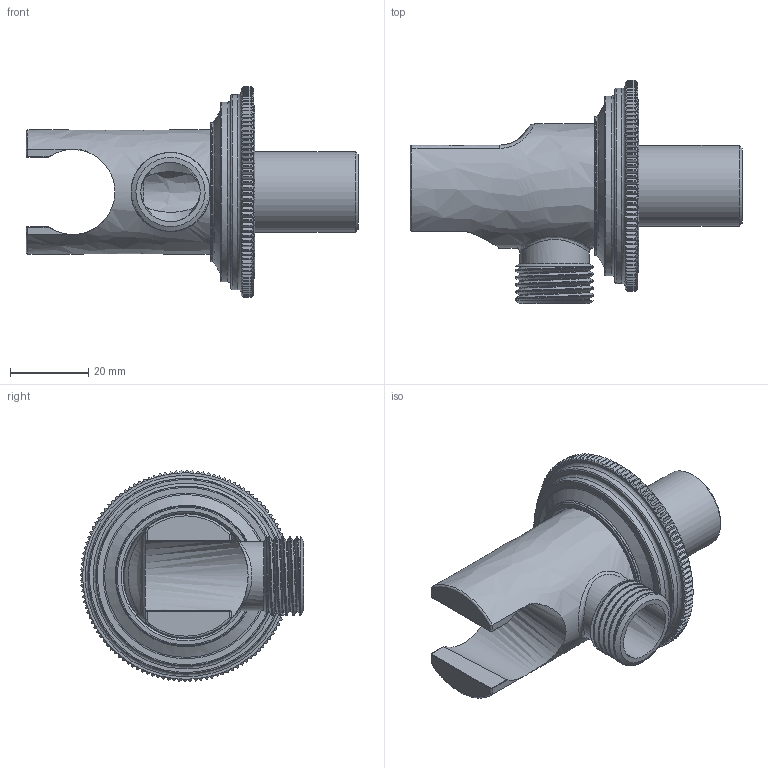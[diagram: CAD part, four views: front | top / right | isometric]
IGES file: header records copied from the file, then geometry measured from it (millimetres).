
Global section: file name: V666 WALL BRACKET; native system: Autodesk Inventor 2018; preprocessor: unknown; author: rclarke; date: 20180926.142710; units: millimetre
Bounding box: 85 x 57.1 x 54 mm (x, y, z)
Volume: 43299.9 mm3; surface area: 22627.2 mm2
Topology: 5 solids, 5 shells, 718 faces, 1639 edges, 938 vertices
Faces by surface type: bspline 718
